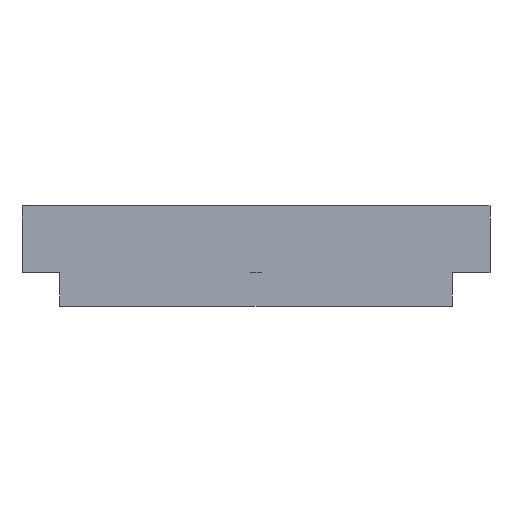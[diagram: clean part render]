
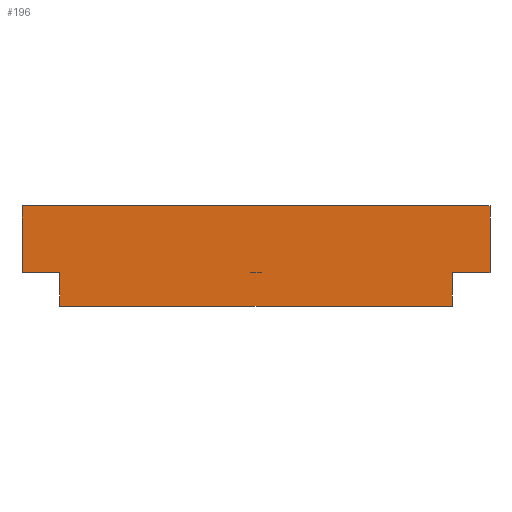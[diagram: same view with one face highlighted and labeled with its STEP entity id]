
A CAD part, front view. The second image highlights one B-rep face of the part: STEP entity #196.
In plain terms, the highlighted planar face has unit normal (0, -1, 0).
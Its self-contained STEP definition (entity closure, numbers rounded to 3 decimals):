
#112=CARTESIAN_POINT('Vertex',(88.9,-419.1,19.05)) ;
#115=CARTESIAN_POINT('Line Origine',(88.9,-419.1,12.7)) ;
#119=CARTESIAN_POINT('Vertex',(88.9,-419.1,6.35)) ;
#134=CARTESIAN_POINT('Axis2P3D Location',(88.9,-419.1,0.)) ;
#139=CARTESIAN_POINT('Line Origine',(81.75,-419.1,3.175)) ;
#143=CARTESIAN_POINT('Vertex',(81.75,-419.1,0.)) ;
#145=CARTESIAN_POINT('Vertex',(81.75,-419.1,6.35)) ;
#148=CARTESIAN_POINT('Line Origine',(85.325,-419.1,6.35)) ;
#153=CARTESIAN_POINT('Line Origine',(44.45,-419.1,19.05)) ;
#157=CARTESIAN_POINT('Vertex',(0.,-419.1,19.05)) ;
#160=CARTESIAN_POINT('Line Origine',(0.,-419.1,12.7)) ;
#164=CARTESIAN_POINT('Vertex',(0.,-419.1,6.35)) ;
#167=CARTESIAN_POINT('Line Origine',(3.575,-419.1,6.35)) ;
#171=CARTESIAN_POINT('Vertex',(7.15,-419.1,6.35)) ;
#174=CARTESIAN_POINT('Line Origine',(7.15,-419.1,3.175)) ;
#178=CARTESIAN_POINT('Vertex',(7.15,-419.1,0.)) ;
#181=CARTESIAN_POINT('Line Origine',(44.45,-419.1,0.)) ;
#117=VECTOR('Line Direction',#116,1.) ;
#141=VECTOR('Line Direction',#140,1.) ;
#150=VECTOR('Line Direction',#149,1.) ;
#155=VECTOR('Line Direction',#154,1.) ;
#162=VECTOR('Line Direction',#161,1.) ;
#169=VECTOR('Line Direction',#168,1.) ;
#176=VECTOR('Line Direction',#175,1.) ;
#183=VECTOR('Line Direction',#182,1.) ;
#116=DIRECTION('Vector Direction',(0.,0.,1.)) ;
#135=DIRECTION('Axis2P3D Direction',(0.,1.,-0.)) ;
#136=DIRECTION('Axis2P3D XDirection',(-1.,0.,0.)) ;
#140=DIRECTION('Vector Direction',(0.,0.,1.)) ;
#149=DIRECTION('Vector Direction',(-1.,0.,0.)) ;
#154=DIRECTION('Vector Direction',(-1.,0.,0.)) ;
#161=DIRECTION('Vector Direction',(0.,0.,1.)) ;
#168=DIRECTION('Vector Direction',(1.,0.,0.)) ;
#175=DIRECTION('Vector Direction',(0.,0.,1.)) ;
#182=DIRECTION('Vector Direction',(-1.,0.,0.)) ;
#137=AXIS2_PLACEMENT_3D('Plane Axis2P3D',#134,#135,#136) ;
#118=LINE('Line',#115,#117) ;
#142=LINE('Line',#139,#141) ;
#151=LINE('Line',#148,#150) ;
#156=LINE('Line',#153,#155) ;
#163=LINE('Line',#160,#162) ;
#170=LINE('Line',#167,#169) ;
#177=LINE('Line',#174,#176) ;
#184=LINE('Line',#181,#183) ;
#138=PLANE('',#137) ;
#121=EDGE_CURVE('',#120,#113,#118,.T.) ;
#147=EDGE_CURVE('',#144,#146,#142,.T.) ;
#152=EDGE_CURVE('',#146,#120,#151,.F.) ;
#159=EDGE_CURVE('',#158,#113,#156,.F.) ;
#166=EDGE_CURVE('',#165,#158,#163,.T.) ;
#173=EDGE_CURVE('',#165,#172,#170,.T.) ;
#180=EDGE_CURVE('',#179,#172,#177,.T.) ;
#185=EDGE_CURVE('',#179,#144,#184,.F.) ;
#187=ORIENTED_EDGE('',*,*,#147,.T.) ;
#188=ORIENTED_EDGE('',*,*,#152,.T.) ;
#189=ORIENTED_EDGE('',*,*,#121,.T.) ;
#190=ORIENTED_EDGE('',*,*,#159,.F.) ;
#191=ORIENTED_EDGE('',*,*,#166,.F.) ;
#192=ORIENTED_EDGE('',*,*,#173,.T.) ;
#193=ORIENTED_EDGE('',*,*,#180,.F.) ;
#194=ORIENTED_EDGE('',*,*,#185,.T.) ;
#186=EDGE_LOOP('',(#187,#188,#189,#190,#191,#192,#193,#194)) ;
#113=VERTEX_POINT('',#112) ;
#120=VERTEX_POINT('',#119) ;
#144=VERTEX_POINT('',#143) ;
#146=VERTEX_POINT('',#145) ;
#158=VERTEX_POINT('',#157) ;
#165=VERTEX_POINT('',#164) ;
#172=VERTEX_POINT('',#171) ;
#179=VERTEX_POINT('',#178) ;
#196=ADVANCED_FACE('PartBody',(#195),#138,.F.) ;
#195=FACE_OUTER_BOUND('',#186,.T.) ;
